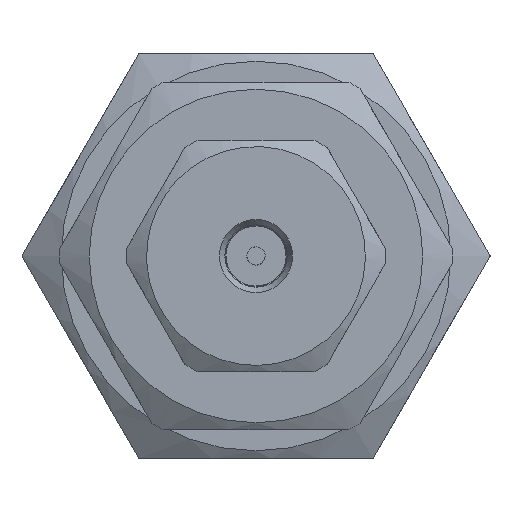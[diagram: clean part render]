
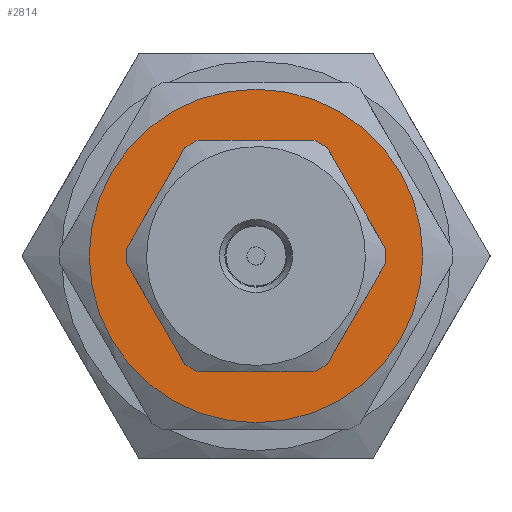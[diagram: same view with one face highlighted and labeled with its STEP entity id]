
A CAD part, left-side view. The second image highlights one B-rep face of the part: STEP entity #2814.
In plain terms, the highlighted planar face has unit normal (-1, 0, 0).
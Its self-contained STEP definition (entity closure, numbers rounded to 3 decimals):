
#2112=CARTESIAN_POINT('',(0.,-2.77,0.0));
#2113=VERTEX_POINT('',#2112);
#2114=CARTESIAN_POINT('',(0.,0.,0.0));
#2115=DIRECTION('',(1.0,0.0,0.0));
#2116=DIRECTION('',(0.0,-1.0,0.0));
#2117=AXIS2_PLACEMENT_3D('',#2114,#2115,#2116);
#2118=CIRCLE('',#2117,2.77);
#2119=EDGE_CURVE('',#2113,#2113,#2118,.T.);
#2767=CARTESIAN_POINT('',(0.0,4.572,0.0));
#2768=VERTEX_POINT('',#2767);
#2769=CARTESIAN_POINT('',(0.,0.,0.0));
#2770=DIRECTION('',(1.0,0.0,0.0));
#2771=DIRECTION('',(0.0,1.0,0.0));
#2772=AXIS2_PLACEMENT_3D('',#2769,#2770,#2771);
#2773=CIRCLE('',#2772,4.572);
#2774=EDGE_CURVE('',#2768,#2768,#2773,.T.);
#2803=CARTESIAN_POINT('',(0.0,2.286,0.0));
#2804=DIRECTION('',(-1.0,0.0,0.0));
#2805=DIRECTION('',(0.0,0.0,1.0));
#2806=AXIS2_PLACEMENT_3D('',#2803,#2804,#2805);
#2807=PLANE('',#2806);
#2808=ORIENTED_EDGE('',*,*,#2774,.F.);
#2809=EDGE_LOOP('',(#2808));
#2810=FACE_OUTER_BOUND('',#2809,.T.);
#2811=ORIENTED_EDGE('',*,*,#2119,.T.);
#2812=EDGE_LOOP('',(#2811));
#2813=FACE_BOUND('',#2812,.T.);
#2814=ADVANCED_FACE('',(#2810,#2813),#2807,.T.);
